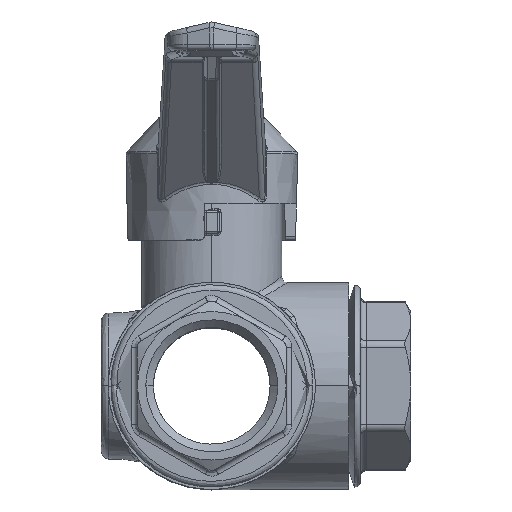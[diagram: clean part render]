
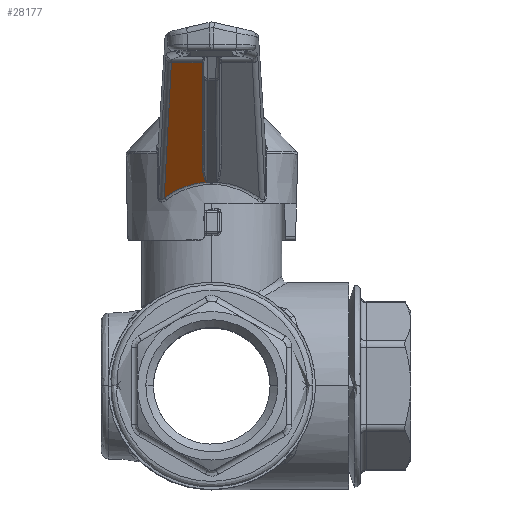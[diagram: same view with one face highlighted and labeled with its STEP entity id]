
A CAD part, top view. The second image highlights one B-rep face of the part: STEP entity #28177.
In plain terms, the highlighted planar face has unit normal (0, -0.669, 0.743).
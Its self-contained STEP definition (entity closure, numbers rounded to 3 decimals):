
#1625 = CARTESIAN_POINT ( 'NONE',  ( -1.439, 53.475, 55.564 ) ) ;
#1722 = CARTESIAN_POINT ( 'NONE',  ( -2.415, 53.407, 55.503 ) ) ;
#1811 = CARTESIAN_POINT ( 'NONE',  ( -4.825, 52.956, 55.097 ) ) ;
#2274 = B_SPLINE_CURVE_WITH_KNOTS ( 'NONE', 3,
 ( #3516, #10562, #26280, #12727 ),
 .UNSPECIFIED., .F., .F.,
 ( 4, 4 ),
 ( 0., 1. ),
 .UNSPECIFIED. ) ;
#2481 = CARTESIAN_POINT ( 'NONE',  ( -2.5, 58.213, 59.83 ) ) ;
#3261 = EDGE_CURVE ( 'NONE', #15470, #3370, #17976, .T. ) ;
#3370 = VERTEX_POINT ( 'NONE', #10114 ) ;
#3516 = CARTESIAN_POINT ( 'NONE',  ( -2.5, 84.764, 83.737 ) ) ;
#3688 = CARTESIAN_POINT ( 'NONE',  ( -10.372, 50.768, 53.127 ) ) ;
#4149 = CARTESIAN_POINT ( 'NONE',  ( -2.245, 55.397, 57.295 ) ) ;
#4853 = DIRECTION ( 'NONE',  ( 0., 0.669, -0.743 ) ) ;
#5374 = CARTESIAN_POINT ( 'NONE',  ( -10.593, 84.764, 83.737 ) ) ;
#5696 = EDGE_CURVE ( 'NONE', #3370, #27348, #27930, .T. ) ;
#5996 = CARTESIAN_POINT ( 'NONE',  ( -12.484, 49.414, 51.908 ) ) ;
#6990 = EDGE_LOOP ( 'NONE', ( #18534, #19942, #13474, #7825, #15530 ) ) ;
#7219 = CARTESIAN_POINT ( 'NONE',  ( -1.191, 53.397, 55.539 ) ) ;
#7378 = CARTESIAN_POINT ( 'NONE',  ( -11.223, 72.981, 73.127 ) ) ;
#7825 = ORIENTED_EDGE ( 'NONE', *, *, #3261, .F. ) ;
#8561 = CARTESIAN_POINT ( 'NONE',  ( -12.074, 49.71, 52.174 ) ) ;
#9620 = CARTESIAN_POINT ( 'NONE',  ( -10.593, 84.764, 83.737 ) ) ;
#9910 = CARTESIAN_POINT ( 'NONE',  ( -12.484, 49.414, 51.908 ) ) ;
#10011 = CARTESIAN_POINT ( 'NONE',  ( -11.854, 61.197, 62.517 ) ) ;
#10114 = CARTESIAN_POINT ( 'NONE',  ( -10.593, 84.764, 83.737 ) ) ;
#10129 = CARTESIAN_POINT ( 'NONE',  ( -2.5, 84.764, 83.737 ) ) ;
#10434 = CARTESIAN_POINT ( 'NONE',  ( -9.045, 51.483, 53.771 ) ) ;
#10532 = CARTESIAN_POINT ( 'NONE',  ( -10.045, 50.949, 53.29 ) ) ;
#10562 = CARTESIAN_POINT ( 'NONE',  ( -2.5, 75.914, 75.768 ) ) ;
#10888 = CARTESIAN_POINT ( 'NONE',  ( -1.439, 53.475, 55.564 ) ) ;
#10979 = CARTESIAN_POINT ( 'NONE',  ( -2.5, 57.602, 59.28 ) ) ;
#11556 = CARTESIAN_POINT ( 'NONE',  ( -12.484, 49.414, 51.908 ) ) ;
#11891 = DIRECTION ( 'NONE',  ( -1., 0., 0. ) ) ;
#12727 = CARTESIAN_POINT ( 'NONE',  ( -2.5, 58.213, 59.83 ) ) ;
#13158 = CARTESIAN_POINT ( 'NONE',  ( -1.914, 54.257, 56.268 ) ) ;
#13474 = ORIENTED_EDGE ( 'NONE', *, *, #5696, .F. ) ;
#13856 = PLANE ( 'NONE',  #18231 ) ;
#14365 = CARTESIAN_POINT ( 'NONE',  ( -5.198, 84.764, 83.737 ) ) ;
#14813 = FACE_OUTER_BOUND ( 'NONE', #6990, .T. ) ;
#15073 = VERTEX_POINT ( 'NONE', #2481 ) ;
#15098 = CARTESIAN_POINT ( 'NONE',  ( -2.033, 54.581, 56.56 ) ) ;
#15129 = CARTESIAN_POINT ( 'NONE',  ( -4.582, 53.012, 55.148 ) ) ;
#15392 = CARTESIAN_POINT ( 'NONE',  ( -2.5, 58.213, 59.83 ) ) ;
#15470 = VERTEX_POINT ( 'NONE', #11556 ) ;
#15530 = ORIENTED_EDGE ( 'NONE', *, *, #29020, .T. ) ;
#16666 = CARTESIAN_POINT ( 'NONE',  ( -2.5, 84.764, 83.737 ) ) ;
#17675 = CARTESIAN_POINT ( 'NONE',  ( -2.465, 56.993, 58.732 ) ) ;
#17944 = VERTEX_POINT ( 'NONE', #7219 ) ;
#17976 = B_SPLINE_CURVE_WITH_KNOTS ( 'NONE', 3,
 ( #9910, #10011, #7378, #9620 ),
 .UNSPECIFIED., .F., .F.,
 ( 4, 4 ),
 ( 0., 1. ),
 .UNSPECIFIED. ) ;
#18231 = AXIS2_PLACEMENT_3D ( 'NONE', #25347, #4853, #11891 ) ;
#18534 = ORIENTED_EDGE ( 'NONE', *, *, #25416, .F. ) ;
#19596 = CARTESIAN_POINT ( 'NONE',  ( -6.022, 52.641, 54.813 ) ) ;
#19664 = CARTESIAN_POINT ( 'NONE',  ( -2.337, 55.89, 57.739 ) ) ;
#19852 = CARTESIAN_POINT ( 'NONE',  ( -1.674, 53.762, 55.823 ) ) ;
#19942 = ORIENTED_EDGE ( 'NONE', *, *, #23589, .F. ) ;
#23574 = CARTESIAN_POINT ( 'NONE',  ( -7.895, 84.764, 83.737 ) ) ;
#23589 = EDGE_CURVE ( 'NONE', #27348, #15073, #2274, .T. ) ;
#24164 = CARTESIAN_POINT ( 'NONE',  ( -10.697, 50.583, 52.96 ) ) ;
#24232 = CARTESIAN_POINT ( 'NONE',  ( -1.553, 53.591, 55.668 ) ) ;
#24703 = B_SPLINE_CURVE_WITH_KNOTS ( 'NONE', 3,
 ( #15392, #10979, #17675, #19664, #4149, #15098, #13158, #19852, #24232, #10888 ),
 .UNSPECIFIED., .F., .F.,
 ( 4, 2, 2, 2, 4 ),
 ( 0., 0.25, 0.5, 0.75, 1. ),
 .UNSPECIFIED. ) ;
#25347 = CARTESIAN_POINT ( 'NONE',  ( -14.925, 46.3, 49.104 ) ) ;
#25416 = EDGE_CURVE ( 'NONE', #15073, #17944, #24703, .T. ) ;
#26280 = CARTESIAN_POINT ( 'NONE',  ( -2.5, 67.063, 67.799 ) ) ;
#26356 = CARTESIAN_POINT ( 'NONE',  ( -5.305, 52.835, 54.988 ) ) ;
#26448 = CARTESIAN_POINT ( 'NONE',  ( -6.73, 52.408, 54.604 ) ) ;
#26544 = CARTESIAN_POINT ( 'NONE',  ( -11.448, 50.131, 52.553 ) ) ;
#27348 = VERTEX_POINT ( 'NONE', #16666 ) ;
#27930 = B_SPLINE_CURVE_WITH_KNOTS ( 'NONE', 3,
 ( #5374, #23574, #14365, #10129 ),
 .UNSPECIFIED., .F., .F.,
 ( 4, 4 ),
 ( 0., 1. ),
 .UNSPECIFIED. ) ;
#28177 = ADVANCED_FACE ( 'NONE', ( #14813 ), #13856, .F. ) ;
#28518 = CARTESIAN_POINT ( 'NONE',  ( -3.382, 53.27, 55.38 ) ) ;
#28602 = B_SPLINE_CURVE_WITH_KNOTS ( 'NONE', 3,
 ( #5996, #8561, #26544, #24164, #3688, #28720, #10532, #10434, #28911, #26448, #19596, #26356, #1811, #15129, #28518, #1722, #1625 ),
 .UNSPECIFIED., .F., .F.,
 ( 4, 1, 1, 2, 2, 2, 1, 2, 2, 4 ),
 ( 0., 0.125, 0.188, 0.219, 0.25, 0.5, 0.625, 0.688, 0.75, 1. ),
 .UNSPECIFIED. ) ;
#28720 = CARTESIAN_POINT ( 'NONE',  ( -10.153, 50.889, 53.236 ) ) ;
#28911 = CARTESIAN_POINT ( 'NONE',  ( -8.134, 51.892, 54.139 ) ) ;
#29020 = EDGE_CURVE ( 'NONE', #15470, #17944, #28602, .T. ) ;
